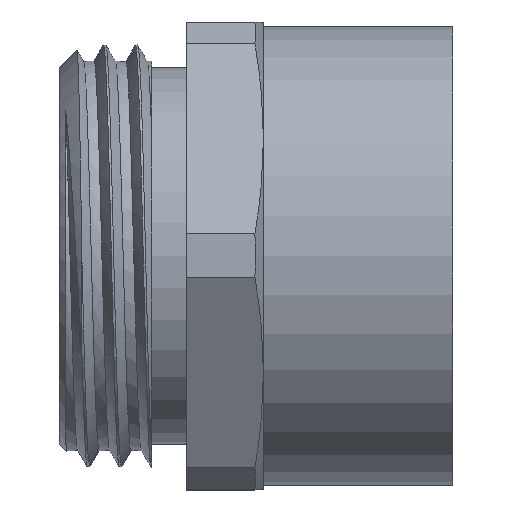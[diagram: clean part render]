
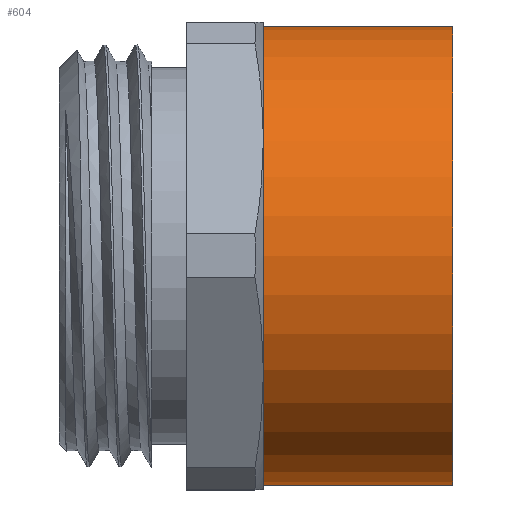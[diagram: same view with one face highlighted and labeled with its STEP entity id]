
A CAD part, top view. The second image highlights one B-rep face of the part: STEP entity #604.
In plain terms, the highlighted cylindrical face has radius 10.8 mm (diameter 21.6 mm), a full revolution.
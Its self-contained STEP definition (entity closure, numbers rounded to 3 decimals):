
#100=CYLINDRICAL_SURFACE('',#677,10.8);
#117=FACE_BOUND('',#208,.T.);
#156=FACE_OUTER_BOUND('',#207,.T.);
#207=EDGE_LOOP('',(#555));
#208=EDGE_LOOP('',(#556));
#232=CIRCLE('',#661,10.8);
#233=CIRCLE('',#663,10.8);
#304=VERTEX_POINT('',#2586);
#305=VERTEX_POINT('',#2589);
#386=EDGE_CURVE('',#304,#304,#232,.T.);
#387=EDGE_CURVE('',#305,#305,#233,.T.);
#555=ORIENTED_EDGE('',*,*,#386,.T.);
#556=ORIENTED_EDGE('',*,*,#387,.F.);
#604=ADVANCED_FACE('',(#156,#117),#100,.T.);
#661=AXIS2_PLACEMENT_3D('',#2587,#800,#801);
#663=AXIS2_PLACEMENT_3D('',#2590,#804,#805);
#677=AXIS2_PLACEMENT_3D('',#2609,#832,#833);
#800=DIRECTION('center_axis',(1.,0.,0.));
#801=DIRECTION('ref_axis',(0.,0.,-1.));
#804=DIRECTION('center_axis',(1.,0.,0.));
#805=DIRECTION('ref_axis',(0.,0.,-1.));
#832=DIRECTION('center_axis',(1.,0.,0.));
#833=DIRECTION('ref_axis',(0.,1.,0.));
#2586=CARTESIAN_POINT('',(-8.9,10.8,0.));
#2587=CARTESIAN_POINT('Origin',(-8.9,0.,0.));
#2589=CARTESIAN_POINT('',(0.,10.8,0.));
#2590=CARTESIAN_POINT('Origin',(0.,0.,0.));
#2609=CARTESIAN_POINT('Origin',(-4.45,0.,0.));
